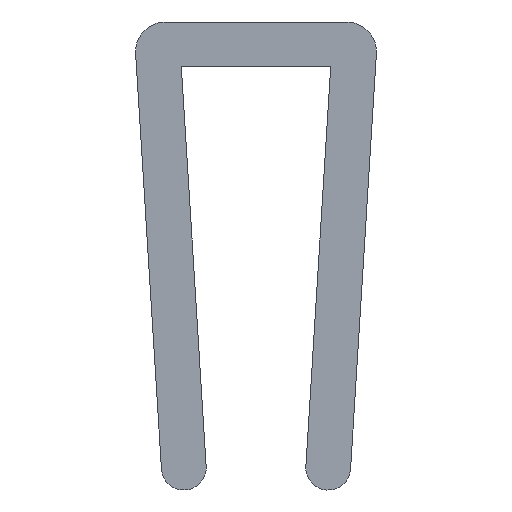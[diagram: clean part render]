
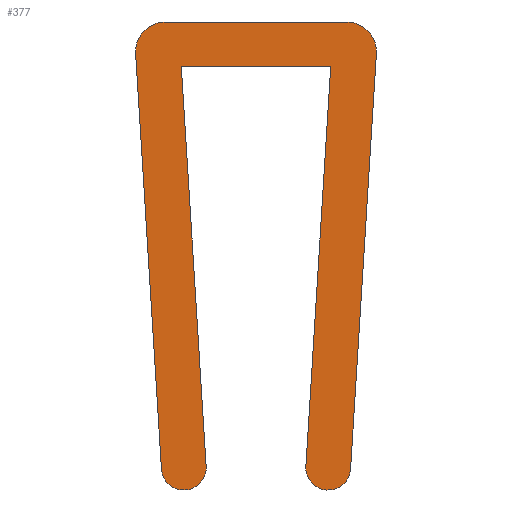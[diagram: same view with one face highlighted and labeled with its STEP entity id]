
A CAD part, front view. The second image highlights one B-rep face of the part: STEP entity #377.
In plain terms, the highlighted planar face has unit normal (0, -1, 0).
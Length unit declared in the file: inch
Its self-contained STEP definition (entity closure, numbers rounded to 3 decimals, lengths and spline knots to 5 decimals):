
#35=CARTESIAN_POINT('',(4.22807,-0.33208,0.24038));
#36=VERTEX_POINT('',#35);
#43=CARTESIAN_POINT('',(4.25801,-0.33208,0.20852));
#44=VERTEX_POINT('',#43);
#45=CARTESIAN_POINT('',(4.22807,-0.33208,0.21038));
#46=DIRECTION('',(0.,-1.,0.));
#47=DIRECTION('',(1.,0.,0.));
#48=AXIS2_PLACEMENT_3D('',#45,#46,#47);
#49=CIRCLE('',#48,0.03);
#50=EDGE_CURVE('',#44,#36,#49,.T.);
#74=CARTESIAN_POINT('',(4.04614,-0.33208,0.24038));
#75=VERTEX_POINT('',#74);
#82=CARTESIAN_POINT('',(4.04614,-0.33208,0.24038));
#83=DIRECTION('',(1.,0.,0.));
#84=VECTOR('',#83,1.);
#85=LINE('',#82,#84);
#86=EDGE_CURVE('',#75,#36,#85,.T.);
#106=CARTESIAN_POINT('',(4.0162,-0.33208,0.20852));
#107=VERTEX_POINT('',#106);
#114=CARTESIAN_POINT('',(4.04614,-0.33208,0.21038));
#115=DIRECTION('',(0.,-1.,0.));
#116=DIRECTION('',(1.,0.,0.));
#117=AXIS2_PLACEMENT_3D('',#114,#115,#116);
#118=CIRCLE('',#117,0.03);
#119=EDGE_CURVE('',#75,#107,#118,.T.);
#138=CARTESIAN_POINT('',(4.04215,-0.33208,-0.20852));
#139=VERTEX_POINT('',#138);
#146=CARTESIAN_POINT('',(4.04215,-0.33208,-0.20852));
#147=DIRECTION('',(-0.062,0.,0.998));
#148=VECTOR('',#147,1.);
#149=LINE('',#146,#148);
#150=EDGE_CURVE('',#139,#107,#149,.T.);
#170=CARTESIAN_POINT('',(4.08706,-0.33208,-0.20572));
#171=VERTEX_POINT('',#170);
#178=CARTESIAN_POINT('',(4.06461,-0.33208,-0.20712));
#179=DIRECTION('',(0.,-1.,0.));
#180=DIRECTION('',(1.,0.,0.));
#181=AXIS2_PLACEMENT_3D('',#178,#179,#180);
#182=CIRCLE('',#181,0.0225);
#183=EDGE_CURVE('',#139,#171,#182,.T.);
#202=CARTESIAN_POINT('',(4.06211,-0.33208,0.19538));
#203=VERTEX_POINT('',#202);
#210=CARTESIAN_POINT('',(4.08706,-0.33208,-0.20572));
#211=DIRECTION('',(-0.062,0.,0.998));
#212=VECTOR('',#211,1.);
#213=LINE('',#210,#212);
#214=EDGE_CURVE('',#171,#203,#213,.T.);
#233=CARTESIAN_POINT('',(4.21211,-0.33208,0.19538));
#234=VERTEX_POINT('',#233);
#241=CARTESIAN_POINT('',(4.06211,-0.33208,0.19538));
#242=DIRECTION('',(1.,0.,0.));
#243=VECTOR('',#242,1.);
#244=LINE('',#241,#243);
#245=EDGE_CURVE('',#203,#234,#244,.T.);
#264=CARTESIAN_POINT('',(4.18715,-0.33208,-0.20572));
#265=VERTEX_POINT('',#264);
#272=CARTESIAN_POINT('',(4.18715,-0.33208,-0.20572));
#273=DIRECTION('',(0.062,0.,0.998));
#274=VECTOR('',#273,1.);
#275=LINE('',#272,#274);
#276=EDGE_CURVE('',#265,#234,#275,.T.);
#296=CARTESIAN_POINT('',(4.23206,-0.33208,-0.20852));
#297=VERTEX_POINT('',#296);
#304=CARTESIAN_POINT('',(4.20961,-0.33208,-0.20712));
#305=DIRECTION('',(0.,-1.,0.));
#306=DIRECTION('',(1.,0.,0.));
#307=AXIS2_PLACEMENT_3D('',#304,#305,#306);
#308=CIRCLE('',#307,0.0225);
#309=EDGE_CURVE('',#265,#297,#308,.T.);
#327=CARTESIAN_POINT('',(4.25702,-0.33208,0.19259));
#328=DIRECTION('',(0.062,0.,0.998));
#329=VECTOR('',#328,1.);
#330=LINE('',#327,#329);
#331=EDGE_CURVE('',#297,#44,#330,.T.);
#360=ORIENTED_EDGE('',*,*,#331,.T.);
#361=ORIENTED_EDGE('',*,*,#50,.T.);
#362=ORIENTED_EDGE('',*,*,#86,.F.);
#363=ORIENTED_EDGE('',*,*,#119,.T.);
#364=ORIENTED_EDGE('',*,*,#150,.F.);
#365=ORIENTED_EDGE('',*,*,#183,.T.);
#366=ORIENTED_EDGE('',*,*,#214,.T.);
#367=ORIENTED_EDGE('',*,*,#245,.T.);
#368=ORIENTED_EDGE('',*,*,#276,.F.);
#369=ORIENTED_EDGE('',*,*,#309,.T.);
#370=EDGE_LOOP('',(#360,#361,#362,#363,#364,#365,#366,#367,#368,#369));
#371=FACE_OUTER_BOUND('',#370,.T.);
#372=CARTESIAN_POINT('',(4.25733,-0.33208,0.19756));
#373=DIRECTION('',(0.,-1.,0.));
#374=DIRECTION('',(1.,0.,0.));
#375=AXIS2_PLACEMENT_3D('',#372,#373,#374);
#376=PLANE('',#375);
#377=ADVANCED_FACE('',(#371),#376,.T.);
